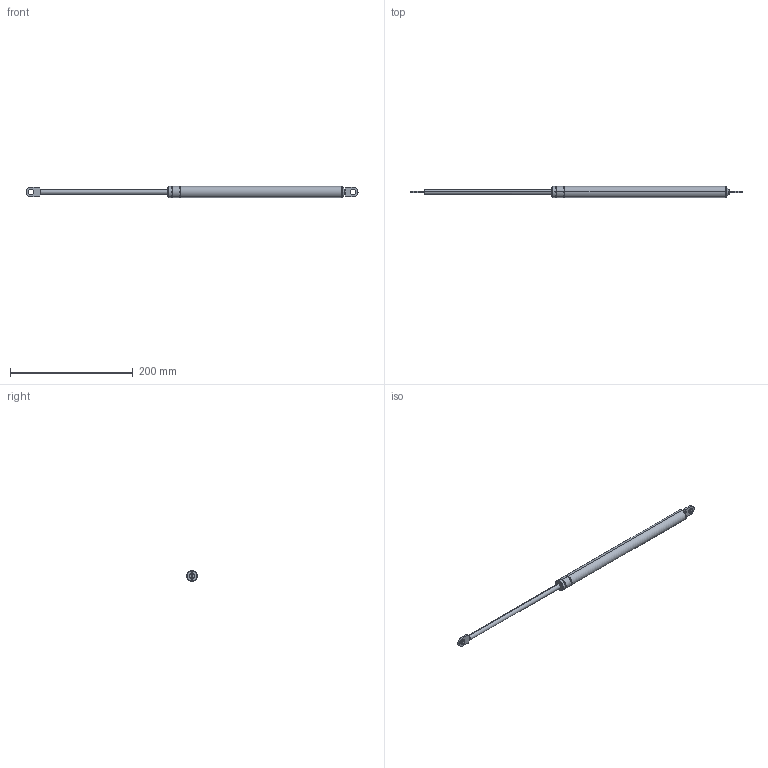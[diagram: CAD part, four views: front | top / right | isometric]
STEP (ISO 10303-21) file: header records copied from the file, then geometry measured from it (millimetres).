
FILE_DESCRIPTION( (''), '2;1');
FILE_NAME ('PC50.20848.TM_366_200_30_19948.stp','2020-10-21T16:42:38',(''),(''),'spGate 16.7.1','','');
FILE_SCHEMA (('AUTOMOTIVE_DESIGN'));
Length unit declared in the file: millimetre
Products named in the file (3): Assembly; TM_366_200_30; TM_366_200_30_div
Assembly tree (2 placements, depth 2):
  Assembly
    TM_366_200_30
    TM_366_200_30_div
Bounding box: 541 x 18.5 x 18.5 mm (x, y, z)
Volume: 84809.7 mm3; surface area: 23675 mm2
Topology: 2 solids, 2 shells, 89 faces, 214 edges, 134 vertices
Faces by surface type: cylinder 36, plane 35, bspline 18
Entity records: 4758 total; most frequent: CARTESIAN_POINT 915, DIRECTION 430, ORIENTED_EDGE 428, COLOUR_RGB 305, PRESENTATION_STYLE_ASSIGNMENT 305, STYLED_ITEM 305, EDGE_CURVE 214, DRAUGHTING_PRE_DEFINED_CURVE_FONT 214
